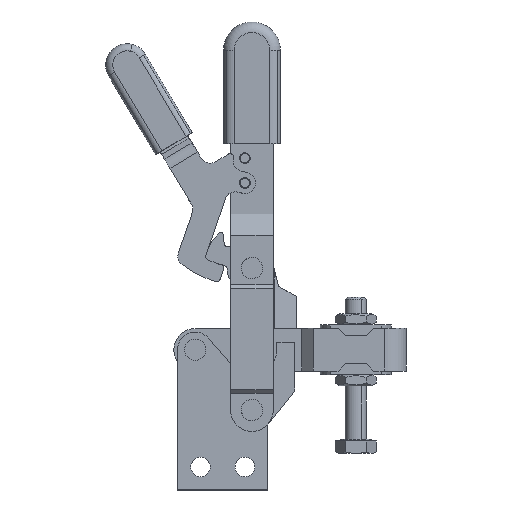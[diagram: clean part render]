
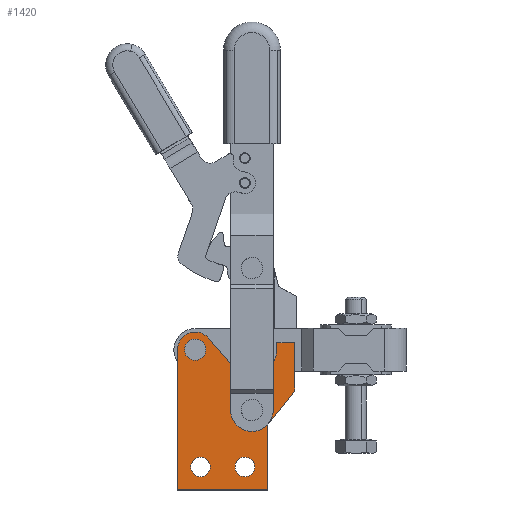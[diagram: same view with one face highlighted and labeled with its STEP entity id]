
A CAD part, top view. The second image highlights one B-rep face of the part: STEP entity #1420.
In plain terms, the highlighted free-form (B-spline) face has degree [1, 1] with [2, 2] control points.
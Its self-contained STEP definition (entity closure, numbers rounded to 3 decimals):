
#90=CARTESIAN_POINT('',(-1067.498,527.716,-294.233));
#91=VERTEX_POINT('',#90);
#107=CARTESIAN_POINT('',(-1074.415,529.884,-294.233));
#108=VERTEX_POINT('',#107);
#115=CARTESIAN_POINT('',(-1069.165,534.514,-294.233));
#116=DIRECTION('',(0.0,0.0,-1.));
#117=DIRECTION('',(0.238,-0.971,0.0));
#118=AXIS2_PLACEMENT_3D('',#115,#116,#117);
#119=CIRCLE('',#118,7.);
#120=EDGE_CURVE('',#91,#108,#119,.T.);
#130=CARTESIAN_POINT('',(-1068.415,501.514,-294.233));
#131=VERTEX_POINT('',#130);
#140=CARTESIAN_POINT('',(-1073.915,501.514,-294.233));
#141=VERTEX_POINT('',#140);
#142=CARTESIAN_POINT('',(-1071.165,501.514,-294.233));
#143=DIRECTION('',(0.0,0.0,-1.0));
#144=DIRECTION('',(1.0,0.0,0.0));
#145=AXIS2_PLACEMENT_3D('',#142,#143,#144);
#146=CIRCLE('',#145,2.75);
#147=EDGE_CURVE('',#141,#131,#146,.T.);
#172=CARTESIAN_POINT('',(-1080.915,501.514,-294.233));
#173=VERTEX_POINT('',#172);
#182=CARTESIAN_POINT('',(-1086.415,501.514,-294.233));
#183=VERTEX_POINT('',#182);
#184=CARTESIAN_POINT('',(-1083.665,501.514,-294.233));
#185=DIRECTION('',(0.0,0.0,-1.0));
#186=DIRECTION('',(1.0,0.0,0.0));
#187=AXIS2_PLACEMENT_3D('',#184,#185,#186);
#188=CIRCLE('',#187,2.75);
#189=EDGE_CURVE('',#183,#173,#188,.T.);
#214=CARTESIAN_POINT('',(-1066.165,517.514,-294.233));
#215=VERTEX_POINT('',#214);
#224=CARTESIAN_POINT('',(-1072.165,517.514,-294.233));
#225=VERTEX_POINT('',#224);
#226=CARTESIAN_POINT('',(-1069.165,517.514,-294.233));
#227=DIRECTION('',(0.0,0.0,-1.0));
#228=DIRECTION('',(1.0,0.0,0.0));
#229=AXIS2_PLACEMENT_3D('',#226,#227,#228);
#230=CIRCLE('',#229,3.);
#231=EDGE_CURVE('',#225,#215,#230,.T.);
#601=CARTESIAN_POINT('',(-1082.165,534.514,-294.233));
#602=VERTEX_POINT('',#601);
#603=CARTESIAN_POINT('',(-1085.165,534.514,-294.233));
#604=DIRECTION('',(0.0,0.0,-1.0));
#605=DIRECTION('',(1.0,0.0,0.0));
#606=AXIS2_PLACEMENT_3D('',#603,#604,#605);
#607=CIRCLE('',#606,3.);
#608=EDGE_CURVE('',#602,#602,#607,.T.);
#1139=CARTESIAN_POINT('',(-1069.165,517.514,-294.233));
#1140=DIRECTION('',(0.0,0.0,-1.0));
#1141=DIRECTION('',(1.0,0.0,0.0));
#1142=AXIS2_PLACEMENT_3D('',#1139,#1140,#1141);
#1143=CIRCLE('',#1142,3.);
#1144=EDGE_CURVE('',#215,#225,#1143,.T.);
#1164=CARTESIAN_POINT('',(-1064.665,513.424,-294.233));
#1165=VERTEX_POINT('',#1164);
#1172=CARTESIAN_POINT('',(-1064.665,495.014,-294.233));
#1173=VERTEX_POINT('',#1172);
#1174=CARTESIAN_POINT('',(-1064.665,513.424,-294.233));
#1175=DIRECTION('',(0.0,-1.0,0.0));
#1176=VECTOR('',#1175,18.41);
#1177=LINE('',#1174,#1176);
#1178=EDGE_CURVE('',#1165,#1173,#1177,.T.);
#1303=CARTESIAN_POINT('',(-1057.165,522.884,-294.233));
#1304=VERTEX_POINT('',#1303);
#1311=CARTESIAN_POINT('',(-1064.665,513.424,-294.233));
#1312=DIRECTION('',(0.621,0.784,0.0));
#1313=VECTOR('',#1312,12.072);
#1314=LINE('',#1311,#1313);
#1315=EDGE_CURVE('',#1165,#1304,#1314,.T.);
#1321=CARTESIAN_POINT('',(-1057.165,539.514,-294.233));
#1322=CARTESIAN_POINT('',(-1090.165,539.514,-294.233));
#1323=CARTESIAN_POINT('',(-1057.165,495.014,-294.233));
#1324=CARTESIAN_POINT('',(-1090.165,495.014,-294.233));
#1325=B_SPLINE_SURFACE_WITH_KNOTS('',1,1,((#1321,#1323),(#1322,#1324)),.UNSPECIFIED.,.F.,.F.,.U.,(2,2),(2,2),(0.0,33.),(0.0,44.5),.UNSPECIFIED.);
#1326=CARTESIAN_POINT('',(-1062.165,534.514,-294.233));
#1327=VERTEX_POINT('',#1326);
#1328=CARTESIAN_POINT('',(-1069.165,534.514,-294.233));
#1329=DIRECTION('',(0.0,0.0,-1.));
#1330=DIRECTION('',(0.238,-0.971,0.0));
#1331=AXIS2_PLACEMENT_3D('',#1328,#1329,#1330);
#1332=CIRCLE('',#1331,7.);
#1333=EDGE_CURVE('',#1327,#91,#1332,.T.);
#1334=ORIENTED_EDGE('',*,*,#1333,.T.);
#1335=ORIENTED_EDGE('',*,*,#120,.T.);
#1336=CARTESIAN_POINT('',(-1081.415,537.822,-294.233));
#1337=VERTEX_POINT('',#1336);
#1338=CARTESIAN_POINT('',(-1074.415,529.884,-294.233));
#1339=DIRECTION('',(-0.661,0.75,0.0));
#1340=VECTOR('',#1339,10.583);
#1341=LINE('',#1338,#1340);
#1342=EDGE_CURVE('',#108,#1337,#1341,.T.);
#1343=ORIENTED_EDGE('',*,*,#1342,.T.);
#1344=CARTESIAN_POINT('',(-1090.165,534.514,-294.233));
#1345=VERTEX_POINT('',#1344);
#1346=CARTESIAN_POINT('',(-1085.165,534.514,-294.233));
#1347=DIRECTION('',(0.0,0.0,1.));
#1348=DIRECTION('',(-0.75,-0.661,0.0));
#1349=AXIS2_PLACEMENT_3D('',#1346,#1347,#1348);
#1350=CIRCLE('',#1349,5.0);
#1351=EDGE_CURVE('',#1337,#1345,#1350,.T.);
#1352=ORIENTED_EDGE('',*,*,#1351,.T.);
#1353=CARTESIAN_POINT('',(-1090.165,495.014,-294.233));
#1354=VERTEX_POINT('',#1353);
#1355=CARTESIAN_POINT('',(-1090.165,495.014,-294.233));
#1356=DIRECTION('',(0.0,1.0,0.0));
#1357=VECTOR('',#1356,39.5);
#1358=LINE('',#1355,#1357);
#1359=EDGE_CURVE('',#1354,#1345,#1358,.T.);
#1360=ORIENTED_EDGE('',*,*,#1359,.F.);
#1361=CARTESIAN_POINT('',(-1064.665,495.014,-294.233));
#1362=DIRECTION('',(-1.0,0.0,0.0));
#1363=VECTOR('',#1362,25.5);
#1364=LINE('',#1361,#1363);
#1365=EDGE_CURVE('',#1173,#1354,#1364,.T.);
#1366=ORIENTED_EDGE('',*,*,#1365,.F.);
#1367=ORIENTED_EDGE('',*,*,#1178,.F.);
#1368=ORIENTED_EDGE('',*,*,#1315,.T.);
#1369=CARTESIAN_POINT('',(-1057.165,536.514,-294.233));
#1370=VERTEX_POINT('',#1369);
#1371=CARTESIAN_POINT('',(-1057.165,522.884,-294.233));
#1372=DIRECTION('',(0.0,1.0,0.0));
#1373=VECTOR('',#1372,13.631);
#1374=LINE('',#1371,#1373);
#1375=EDGE_CURVE('',#1304,#1370,#1374,.T.);
#1376=ORIENTED_EDGE('',*,*,#1375,.T.);
#1377=CARTESIAN_POINT('',(-1062.165,536.514,-294.233));
#1378=VERTEX_POINT('',#1377);
#1379=CARTESIAN_POINT('',(-1062.165,536.514,-294.233));
#1380=DIRECTION('',(1.0,0.0,0.0));
#1381=VECTOR('',#1380,5.0);
#1382=LINE('',#1379,#1381);
#1383=EDGE_CURVE('',#1378,#1370,#1382,.T.);
#1384=ORIENTED_EDGE('',*,*,#1383,.F.);
#1385=CARTESIAN_POINT('',(-1062.165,536.514,-294.233));
#1386=DIRECTION('',(0.0,-1.0,0.0));
#1387=VECTOR('',#1386,2.);
#1388=LINE('',#1385,#1387);
#1389=EDGE_CURVE('',#1378,#1327,#1388,.T.);
#1390=ORIENTED_EDGE('',*,*,#1389,.T.);
#1391=EDGE_LOOP('',(#1334,#1335,#1343,#1352,#1360,#1366,#1367,#1368,#1376,#1384,#1390));
#1392=FACE_OUTER_BOUND('',#1391,.T.);
#1393=ORIENTED_EDGE('',*,*,#231,.T.);
#1394=ORIENTED_EDGE('',*,*,#1144,.T.);
#1395=EDGE_LOOP('',(#1393,#1394));
#1396=FACE_BOUND('',#1395,.T.);
#1397=ORIENTED_EDGE('',*,*,#608,.T.);
#1398=EDGE_LOOP('',(#1397));
#1399=FACE_BOUND('',#1398,.T.);
#1400=ORIENTED_EDGE('',*,*,#189,.T.);
#1401=CARTESIAN_POINT('',(-1083.665,501.514,-294.233));
#1402=DIRECTION('',(0.0,0.0,-1.0));
#1403=DIRECTION('',(1.0,0.0,0.0));
#1404=AXIS2_PLACEMENT_3D('',#1401,#1402,#1403);
#1405=CIRCLE('',#1404,2.75);
#1406=EDGE_CURVE('',#173,#183,#1405,.T.);
#1407=ORIENTED_EDGE('',*,*,#1406,.T.);
#1408=EDGE_LOOP('',(#1400,#1407));
#1409=FACE_BOUND('',#1408,.T.);
#1410=ORIENTED_EDGE('',*,*,#147,.T.);
#1411=CARTESIAN_POINT('',(-1071.165,501.514,-294.233));
#1412=DIRECTION('',(0.0,0.0,-1.0));
#1413=DIRECTION('',(1.0,0.0,0.0));
#1414=AXIS2_PLACEMENT_3D('',#1411,#1412,#1413);
#1415=CIRCLE('',#1414,2.75);
#1416=EDGE_CURVE('',#131,#141,#1415,.T.);
#1417=ORIENTED_EDGE('',*,*,#1416,.T.);
#1418=EDGE_LOOP('',(#1410,#1417));
#1419=FACE_BOUND('',#1418,.T.);
#1420=ADVANCED_FACE('',(#1392,#1396,#1399,#1409,#1419),#1325,.T.);
